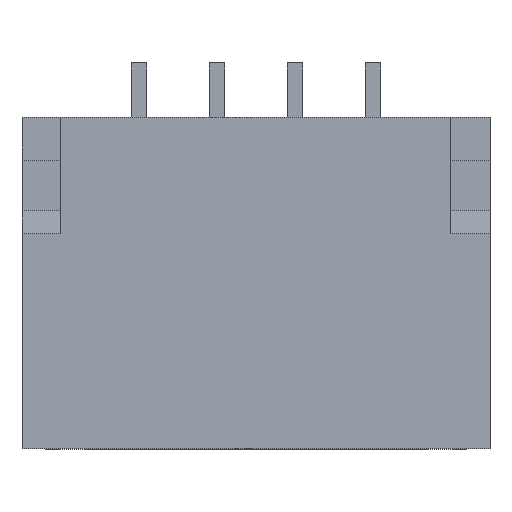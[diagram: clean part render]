
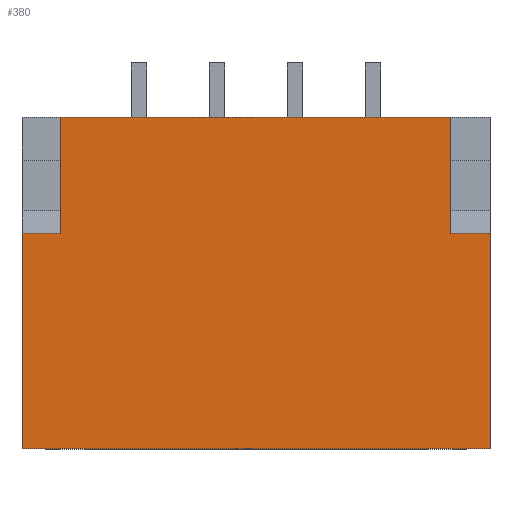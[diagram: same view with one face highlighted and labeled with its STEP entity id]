
A CAD part, top view. The second image highlights one B-rep face of the part: STEP entity #380.
In plain terms, the highlighted planar face has unit normal (0, 0, 1).
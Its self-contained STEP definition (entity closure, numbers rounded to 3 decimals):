
#27=VECTOR('',#28,1.);
#28=DIRECTION('',(0.,-1.,0.));
#35=DIRECTION('',(0.,0.,1.));
#53=VERTEX_POINT('',#54);
#54=CARTESIAN_POINT('',(-3.,0.286,2.96));
#58=ORIENTED_EDGE('',*,*,#59,.T.);
#59=EDGE_CURVE('',#53,#60,#62,.T.);
#60=VERTEX_POINT('',#61);
#61=CARTESIAN_POINT('',(-3.,-2.475,2.96));
#62=LINE('',#63,#27);
#63=CARTESIAN_POINT('',(-3.,1.775,2.96));
#75=VECTOR('',#76,1.);
#76=DIRECTION('',(0.,1.,0.));
#94=DIRECTION('',(1.,0.,0.));
#110=VECTOR('',#94,1.);
#311=VERTEX_POINT('',#312);
#312=CARTESIAN_POINT('',(3.,-2.475,2.96));
#316=EDGE_CURVE('',#60,#311,#317,.T.);
#317=LINE('',#61,#110);
#380=ADVANCED_FACE('',(#381),#413,.T.);
#381=FACE_BOUND('',#382,.T.);
#382=EDGE_LOOP('',(#383,#390,#395,#58,#398,#399,#405,#410));
#383=ORIENTED_EDGE('',*,*,#384,.F.);
#384=EDGE_CURVE('',#385,#387,#389,.T.);
#385=VERTEX_POINT('',#386);
#386=CARTESIAN_POINT('',(-2.5,1.775,2.96));
#387=VERTEX_POINT('',#388);
#388=CARTESIAN_POINT('',(2.5,1.775,2.96));
#389=LINE('',#63,#110);
#390=ORIENTED_EDGE('',*,*,#391,.F.);
#391=EDGE_CURVE('',#392,#385,#394,.T.);
#392=VERTEX_POINT('',#393);
#393=CARTESIAN_POINT('',(-2.5,0.286,2.96));
#394=LINE('',#393,#75);
#395=ORIENTED_EDGE('',*,*,#396,.F.);
#396=EDGE_CURVE('',#53,#392,#397,.T.);
#397=LINE('',#54,#110);
#398=ORIENTED_EDGE('',*,*,#316,.T.);
#399=ORIENTED_EDGE('',*,*,#400,.F.);
#400=EDGE_CURVE('',#401,#311,#403,.T.);
#401=VERTEX_POINT('',#402);
#402=CARTESIAN_POINT('',(3.,0.286,2.96));
#403=LINE('',#404,#27);
#404=CARTESIAN_POINT('',(3.,1.775,2.96));
#405=ORIENTED_EDGE('',*,*,#406,.F.);
#406=EDGE_CURVE('',#407,#401,#409,.T.);
#407=VERTEX_POINT('',#408);
#408=CARTESIAN_POINT('',(2.5,0.286,2.96));
#409=LINE('',#408,#110);
#410=ORIENTED_EDGE('',*,*,#411,.T.);
#411=EDGE_CURVE('',#407,#387,#412,.T.);
#412=LINE('',#408,#75);
#413=PLANE('',#414);
#414=AXIS2_PLACEMENT_3D('',#63,#35,#28);
